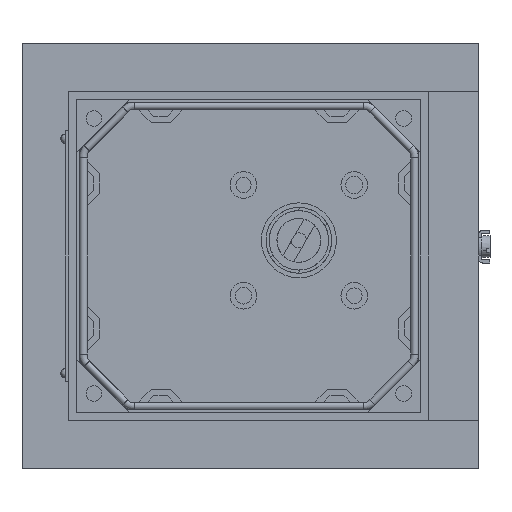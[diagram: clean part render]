
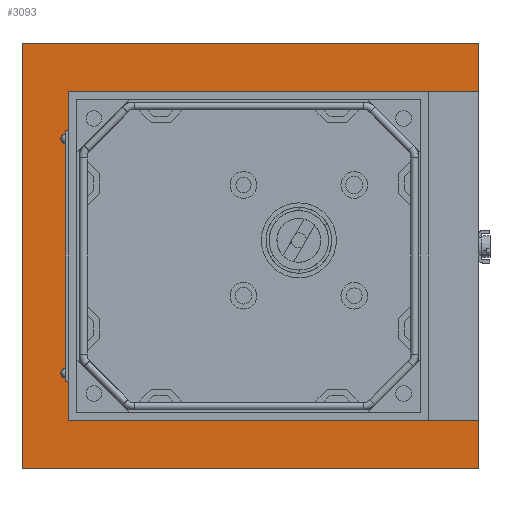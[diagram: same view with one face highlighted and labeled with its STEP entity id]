
A CAD part, front view. The second image highlights one B-rep face of the part: STEP entity #3093.
In plain terms, the highlighted planar face has unit normal (0, -1, 0).
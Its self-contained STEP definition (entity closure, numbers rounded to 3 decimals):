
#74 = CARTESIAN_POINT ( 'NONE',  ( 57.5, 46., 47.5 ) ) ;
#465 = VECTOR ( 'NONE', #17148, 1000. ) ;
#950 = DIRECTION ( 'NONE',  ( 0., 0., -1. ) ) ;
#1442 = DIRECTION ( 'NONE',  ( 0., 0., 1. ) ) ;
#1801 = PLANE ( 'NONE',  #14158 ) ;
#2574 = CARTESIAN_POINT ( 'NONE',  ( 57.5, 46., 63. ) ) ;
#3093 = ADVANCED_FACE ( 'NONE', ( #11504 ), #1801, .T. ) ;
#3470 = ORIENTED_EDGE ( 'NONE', *, *, #4837, .F. ) ;
#3588 = CARTESIAN_POINT ( 'NONE',  ( 57.5, 46., -73. ) ) ;
#3855 = VERTEX_POINT ( 'NONE', #7029 ) ;
#3884 = EDGE_CURVE ( 'NONE', #12908, #16106, #16676, .T. ) ;
#4837 = EDGE_CURVE ( 'NONE', #18338, #5284, #7202, .T. ) ;
#5284 = VERTEX_POINT ( 'NONE', #7057 ) ;
#5514 = ORIENTED_EDGE ( 'NONE', *, *, #6016, .F. ) ;
#5905 = VECTOR ( 'NONE', #17248, 1000. ) ;
#6016 = EDGE_CURVE ( 'NONE', #10757, #18338, #10908, .T. ) ;
#6626 = ORIENTED_EDGE ( 'NONE', *, *, #11325, .F. ) ;
#7029 = CARTESIAN_POINT ( 'NONE',  ( -73.5, 46., 47.5 ) ) ;
#7057 = CARTESIAN_POINT ( 'NONE',  ( -88.5, 46., 63. ) ) ;
#7123 = CARTESIAN_POINT ( 'NONE',  ( 57.5, 46., 63. ) ) ;
#7202 = LINE ( 'NONE', #10419, #10077 ) ;
#7237 = CARTESIAN_POINT ( 'NONE',  ( -73.5, 46., 47.5 ) ) ;
#7299 = LINE ( 'NONE', #18114, #14481 ) ;
#7637 = CARTESIAN_POINT ( 'NONE',  ( -73.5, 46., -57.5 ) ) ;
#8012 = DIRECTION ( 'NONE',  ( 0., 0., -1. ) ) ;
#8062 = LINE ( 'NONE', #7123, #465 ) ;
#8363 = EDGE_CURVE ( 'NONE', #9910, #8943, #7299, .T. ) ;
#8506 = ORIENTED_EDGE ( 'NONE', *, *, #13827, .F. ) ;
#8767 = ORIENTED_EDGE ( 'NONE', *, *, #12635, .T. ) ;
#8943 = VERTEX_POINT ( 'NONE', #74 ) ;
#9396 = CARTESIAN_POINT ( 'NONE',  ( 57.5, 46., -73. ) ) ;
#9910 = VERTEX_POINT ( 'NONE', #2574 ) ;
#10077 = VECTOR ( 'NONE', #1442, 1000. ) ;
#10131 = LINE ( 'NONE', #7237, #5905 ) ;
#10253 = ORIENTED_EDGE ( 'NONE', *, *, #3884, .T. ) ;
#10303 = CARTESIAN_POINT ( 'NONE',  ( -73.5, 46., -57.5 ) ) ;
#10419 = CARTESIAN_POINT ( 'NONE',  ( -88.5, 46., -73. ) ) ;
#10757 = VERTEX_POINT ( 'NONE', #9396 ) ;
#10908 = LINE ( 'NONE', #15292, #14330 ) ;
#11325 = EDGE_CURVE ( 'NONE', #12908, #10757, #16290, .T. ) ;
#11504 = FACE_OUTER_BOUND ( 'NONE', #13449, .T. ) ;
#11729 = CARTESIAN_POINT ( 'NONE',  ( 57.5, 46., 63. ) ) ;
#12010 = DIRECTION ( 'NONE',  ( -1., 0., 0. ) ) ;
#12386 = VECTOR ( 'NONE', #12010, 1000. ) ;
#12387 = DIRECTION ( 'NONE',  ( 0., 0., 1. ) ) ;
#12635 = EDGE_CURVE ( 'NONE', #3855, #8943, #10131, .T. ) ;
#12908 = VERTEX_POINT ( 'NONE', #13477 ) ;
#13254 = CARTESIAN_POINT ( 'NONE',  ( -88.5, 46., -73. ) ) ;
#13449 = EDGE_LOOP ( 'NONE', ( #15566, #8767, #15011, #8506, #3470, #5514, #6626, #10253 ) ) ;
#13477 = CARTESIAN_POINT ( 'NONE',  ( 57.5, 46., -57.5 ) ) ;
#13615 = DIRECTION ( 'NONE',  ( 0., 0., -1. ) ) ;
#13827 = EDGE_CURVE ( 'NONE', #5284, #9910, #8062, .T. ) ;
#13849 = LINE ( 'NONE', #18113, #17216 ) ;
#14158 = AXIS2_PLACEMENT_3D ( 'NONE', #11729, #14891, #8012 ) ;
#14330 = VECTOR ( 'NONE', #15356, 1000. ) ;
#14481 = VECTOR ( 'NONE', #950, 1000. ) ;
#14891 = DIRECTION ( 'NONE',  ( 0., -1., 0. ) ) ;
#15011 = ORIENTED_EDGE ( 'NONE', *, *, #8363, .F. ) ;
#15292 = CARTESIAN_POINT ( 'NONE',  ( 57.5, 46., -73. ) ) ;
#15356 = DIRECTION ( 'NONE',  ( -1., 0., 0. ) ) ;
#15566 = ORIENTED_EDGE ( 'NONE', *, *, #15735, .T. ) ;
#15735 = EDGE_CURVE ( 'NONE', #16106, #3855, #13849, .T. ) ;
#16106 = VERTEX_POINT ( 'NONE', #10303 ) ;
#16290 = LINE ( 'NONE', #3588, #16719 ) ;
#16676 = LINE ( 'NONE', #7637, #12386 ) ;
#16719 = VECTOR ( 'NONE', #13615, 1000. ) ;
#17148 = DIRECTION ( 'NONE',  ( 1., 0., 0. ) ) ;
#17216 = VECTOR ( 'NONE', #12387, 1000. ) ;
#17248 = DIRECTION ( 'NONE',  ( 1., 0., 0. ) ) ;
#18113 = CARTESIAN_POINT ( 'NONE',  ( -73.5, 46., -57.5 ) ) ;
#18114 = CARTESIAN_POINT ( 'NONE',  ( 57.5, 46., -73. ) ) ;
#18338 = VERTEX_POINT ( 'NONE', #13254 ) ;
